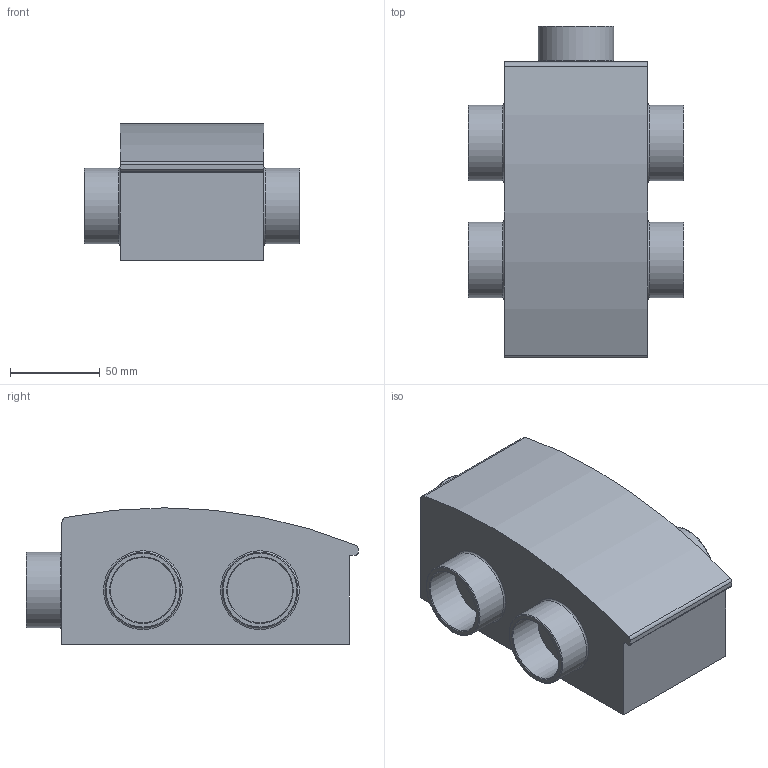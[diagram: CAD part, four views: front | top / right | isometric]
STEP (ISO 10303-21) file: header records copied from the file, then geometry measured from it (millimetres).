
FILE_DESCRIPTION(/* description */ ('STEP AP214'),/* implementation_level */ '2;1');
FILE_NAME(/* name */ '175126_HMZV',/* time_stamp */ '2024-08-29T10:19:10+02:00',/* author */ ('License CC BY-ND 4.0'),/* organization */ ('CADENAS'),/* preprocessor_version */ 'ST-DEVELOPER v19.3',/* originating_system */ 'PARTsolutions',/* authorisation */ ' ');
FILE_SCHEMA (('AUTOMOTIVE_DESIGN {1 0 10303 214 3 1 1}'));
Length unit declared in the file: millimetre
Products named in the file (1): 175126 HMZV
Bounding box: 120 x 184.5 x 75.75 mm (x, y, z)
Volume: 939882.2 mm3; surface area: 84828.2 mm2
Topology: 1 solids, 1 shells, 87 faces, 186 edges, 119 vertices
Faces by surface type: plane 41, cylinder 31, torus 10, cone 5
Full cylindrical faces by diameter (mm): 36.24 x5, 42 x5
Entity records: 2262 total; most frequent: DIRECTION 414, CARTESIAN_POINT 368, ORIENTED_EDGE 322, AXIS2_PLACEMENT_3D 165, EDGE_CURVE 161, EDGE_LOOP 130, FACE_BOUND 130, VERTEX_POINT 119
